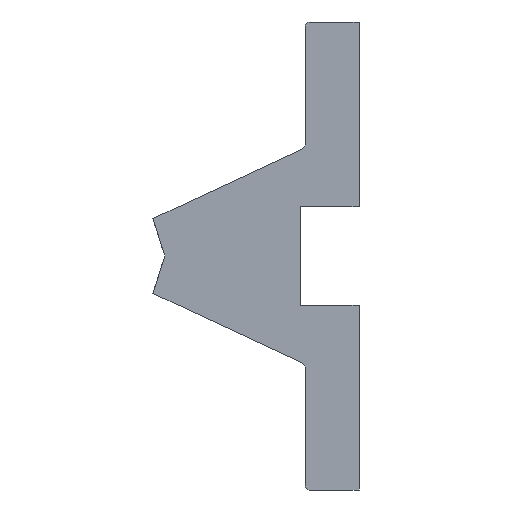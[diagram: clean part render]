
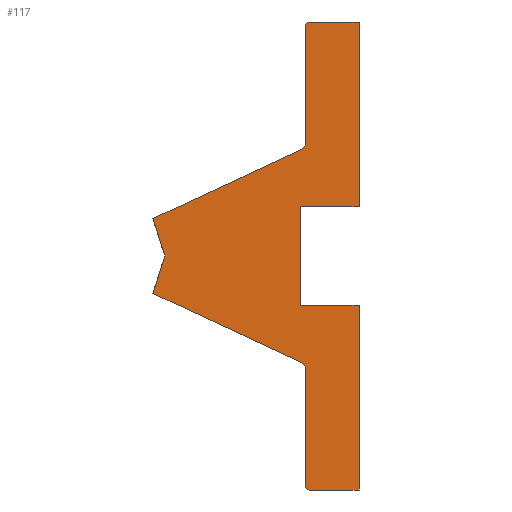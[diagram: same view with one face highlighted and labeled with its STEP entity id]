
A CAD part, left-side view. The second image highlights one B-rep face of the part: STEP entity #117.
In plain terms, the highlighted planar face has unit normal (-1, 0, 0).
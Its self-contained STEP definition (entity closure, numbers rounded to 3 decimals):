
#117 = ADVANCED_FACE( '', ( #223 ), #224, .F. );
#223 = FACE_OUTER_BOUND( '', #329, .T. );
#224 = PLANE( '', #330 );
#329 = EDGE_LOOP( '', ( #694, #695, #696, #697, #698, #699, #700, #701, #702, #703, #704, #705, #706, #707, #708, #709, #710 ) );
#330 = AXIS2_PLACEMENT_3D( '', #711, #712, #713 );
#694 = ORIENTED_EDGE( '', *, *, #840, .F. );
#695 = ORIENTED_EDGE( '', *, *, #799, .F. );
#696 = ORIENTED_EDGE( '', *, *, #803, .F. );
#697 = ORIENTED_EDGE( '', *, *, #806, .F. );
#698 = ORIENTED_EDGE( '', *, *, #809, .F. );
#699 = ORIENTED_EDGE( '', *, *, #811, .F. );
#700 = ORIENTED_EDGE( '', *, *, #787, .F. );
#701 = ORIENTED_EDGE( '', *, *, #794, .F. );
#702 = ORIENTED_EDGE( '', *, *, #814, .F. );
#703 = ORIENTED_EDGE( '', *, *, #817, .F. );
#704 = ORIENTED_EDGE( '', *, *, #820, .F. );
#705 = ORIENTED_EDGE( '', *, *, #823, .F. );
#706 = ORIENTED_EDGE( '', *, *, #826, .F. );
#707 = ORIENTED_EDGE( '', *, *, #829, .F. );
#708 = ORIENTED_EDGE( '', *, *, #832, .F. );
#709 = ORIENTED_EDGE( '', *, *, #835, .F. );
#710 = ORIENTED_EDGE( '', *, *, #838, .F. );
#711 = CARTESIAN_POINT( '', ( 0., 0., 0. ) );
#712 = DIRECTION( '', ( 1., 0., 0. ) );
#713 = DIRECTION( '', ( 0., 0., -1. ) );
#787 = EDGE_CURVE( '', #961, #963, #964, .T. );
#794 = EDGE_CURVE( '', #973, #961, #975, .T. );
#799 = EDGE_CURVE( '', #981, #983, #984, .T. );
#803 = EDGE_CURVE( '', #988, #981, #990, .T. );
#806 = EDGE_CURVE( '', #993, #988, #995, .T. );
#809 = EDGE_CURVE( '', #998, #993, #1000, .T. );
#811 = EDGE_CURVE( '', #963, #998, #1002, .T. );
#814 = EDGE_CURVE( '', #1005, #973, #1007, .T. );
#817 = EDGE_CURVE( '', #1010, #1005, #1012, .T. );
#820 = EDGE_CURVE( '', #1015, #1010, #1017, .T. );
#823 = EDGE_CURVE( '', #1020, #1015, #1022, .T. );
#826 = EDGE_CURVE( '', #1025, #1020, #1027, .T. );
#829 = EDGE_CURVE( '', #1030, #1025, #1032, .T. );
#832 = EDGE_CURVE( '', #1035, #1030, #1037, .T. );
#835 = EDGE_CURVE( '', #1040, #1035, #1042, .T. );
#838 = EDGE_CURVE( '', #1045, #1040, #1047, .T. );
#840 = EDGE_CURVE( '', #983, #1045, #1049, .T. );
#961 = VERTEX_POINT( '', #1197 );
#963 = VERTEX_POINT( '', #1200 );
#964 = LINE( '', #1201, #1202 );
#973 = VERTEX_POINT( '', #1215 );
#975 = LINE( '', #1218, #1219 );
#981 = VERTEX_POINT( '', #1226 );
#983 = VERTEX_POINT( '', #1229 );
#984 = LINE( '', #1230, #1231 );
#988 = VERTEX_POINT( '', #1236 );
#990 = CIRCLE( '', #1239, 0.5 );
#993 = VERTEX_POINT( '', #1243 );
#995 = LINE( '', #1246, #1247 );
#998 = VERTEX_POINT( '', #1250 );
#1000 = CIRCLE( '', #1253, 0.5 );
#1002 = LINE( '', #1256, #1257 );
#1005 = VERTEX_POINT( '', #1261 );
#1007 = LINE( '', #1264, #1265 );
#1010 = VERTEX_POINT( '', #1268 );
#1012 = CIRCLE( '', #1271, 0.5 );
#1015 = VERTEX_POINT( '', #1275 );
#1017 = LINE( '', #1278, #1279 );
#1020 = VERTEX_POINT( '', #1282 );
#1022 = CIRCLE( '', #1285, 0.5 );
#1025 = VERTEX_POINT( '', #1289 );
#1027 = LINE( '', #1292, #1293 );
#1030 = VERTEX_POINT( '', #1297 );
#1032 = LINE( '', #1300, #1301 );
#1035 = VERTEX_POINT( '', #1305 );
#1037 = LINE( '', #1308, #1309 );
#1040 = VERTEX_POINT( '', #1313 );
#1042 = LINE( '', #1316, #1317 );
#1045 = VERTEX_POINT( '', #1321 );
#1047 = LINE( '', #1324, #1325 );
#1049 = LINE( '', #1328, #1329 );
#1197 = CARTESIAN_POINT( '', ( 0., 21.593, 0. ) );
#1200 = CARTESIAN_POINT( '', ( 0., 22.902, 4.15 ) );
#1201 = CARTESIAN_POINT( '', ( 0., 21.593, 0. ) );
#1202 = VECTOR( '', #1493, 1. );
#1215 = CARTESIAN_POINT( '', ( 0., 22.902, -4.15 ) );
#1218 = CARTESIAN_POINT( '', ( 0., 22.902, -4.15 ) );
#1219 = VECTOR( '', #1502, 1. );
#1226 = CARTESIAN_POINT( '', ( 0., 5.5, 26. ) );
#1229 = CARTESIAN_POINT( '', ( 0., 0., 26. ) );
#1230 = CARTESIAN_POINT( '', ( 0., 5.5, 26. ) );
#1231 = VECTOR( '', #1511, 1. );
#1236 = CARTESIAN_POINT( '', ( 0., 6., 25.5 ) );
#1239 = AXIS2_PLACEMENT_3D( '', #1517, #1518, #1519 );
#1243 = CARTESIAN_POINT( '', ( 0., 6., 12.35 ) );
#1246 = CARTESIAN_POINT( '', ( 0., 6., 12.35 ) );
#1247 = VECTOR( '', #1522, 1. );
#1250 = CARTESIAN_POINT( '', ( 0., 6.289, 11.897 ) );
#1253 = AXIS2_PLACEMENT_3D( '', #1527, #1528, #1529 );
#1256 = CARTESIAN_POINT( '', ( 0., 22.902, 4.15 ) );
#1257 = VECTOR( '', #1531, 1. );
#1261 = CARTESIAN_POINT( '', ( 0., 6.289, -11.897 ) );
#1264 = CARTESIAN_POINT( '', ( 0., 6.289, -11.897 ) );
#1265 = VECTOR( '', #1534, 1. );
#1268 = CARTESIAN_POINT( '', ( 0., 6., -12.35 ) );
#1271 = AXIS2_PLACEMENT_3D( '', #1539, #1540, #1541 );
#1275 = CARTESIAN_POINT( '', ( 0., 6., -25.5 ) );
#1278 = CARTESIAN_POINT( '', ( 0., 6., -25.5 ) );
#1279 = VECTOR( '', #1544, 1. );
#1282 = CARTESIAN_POINT( '', ( 0., 5.5, -26. ) );
#1285 = AXIS2_PLACEMENT_3D( '', #1549, #1550, #1551 );
#1289 = CARTESIAN_POINT( '', ( 0., 0., -26. ) );
#1292 = CARTESIAN_POINT( '', ( 0., 0., -26. ) );
#1293 = VECTOR( '', #1554, 1. );
#1297 = CARTESIAN_POINT( '', ( 0., 0., -5.5 ) );
#1300 = CARTESIAN_POINT( '', ( 0., 0., -5.5 ) );
#1301 = VECTOR( '', #1557, 1. );
#1305 = CARTESIAN_POINT( '', ( 0., 6.5, -5.5 ) );
#1308 = CARTESIAN_POINT( '', ( 0., 6.5, -5.5 ) );
#1309 = VECTOR( '', #1560, 1. );
#1313 = CARTESIAN_POINT( '', ( 0., 6.5, 5.5 ) );
#1316 = CARTESIAN_POINT( '', ( 0., 6.5, 5.5 ) );
#1317 = VECTOR( '', #1563, 1. );
#1321 = CARTESIAN_POINT( '', ( 0., 0., 5.5 ) );
#1324 = CARTESIAN_POINT( '', ( 0., 0., 5.5 ) );
#1325 = VECTOR( '', #1566, 1. );
#1328 = CARTESIAN_POINT( '', ( 0., 0., 26. ) );
#1329 = VECTOR( '', #1568, 1. );
#1493 = DIRECTION( '', ( 0., 0.301, 0.954 ) );
#1502 = DIRECTION( '', ( 0., -0.301, 0.954 ) );
#1511 = DIRECTION( '', ( 0., -1., 0. ) );
#1517 = CARTESIAN_POINT( '', ( 0., 5.5, 25.5 ) );
#1518 = DIRECTION( '', ( 1., 0., 0. ) );
#1519 = DIRECTION( '', ( 0., 1., 0. ) );
#1522 = DIRECTION( '', ( 0., 0., 1. ) );
#1527 = CARTESIAN_POINT( '', ( 0., 6.5, 12.35 ) );
#1528 = DIRECTION( '', ( -1., 0., 0. ) );
#1529 = DIRECTION( '', ( 0., -0.423, -0.906 ) );
#1531 = DIRECTION( '', ( 0., -0.906, 0.423 ) );
#1534 = DIRECTION( '', ( 0., 0.906, 0.423 ) );
#1539 = CARTESIAN_POINT( '', ( 0., 6.5, -12.35 ) );
#1540 = DIRECTION( '', ( -1., 0., 0. ) );
#1541 = DIRECTION( '', ( 0., -1., 0. ) );
#1544 = DIRECTION( '', ( 0., 0., 1. ) );
#1549 = CARTESIAN_POINT( '', ( 0., 5.5, -25.5 ) );
#1550 = DIRECTION( '', ( 1., 0., 0. ) );
#1551 = DIRECTION( '', ( 0., 0., -1. ) );
#1554 = DIRECTION( '', ( 0., 1., 0. ) );
#1557 = DIRECTION( '', ( 0., 0., -1. ) );
#1560 = DIRECTION( '', ( 0., -1., 0. ) );
#1563 = DIRECTION( '', ( 0., 0., -1. ) );
#1566 = DIRECTION( '', ( 0., 1., 0. ) );
#1568 = DIRECTION( '', ( 0., 0., -1. ) );
